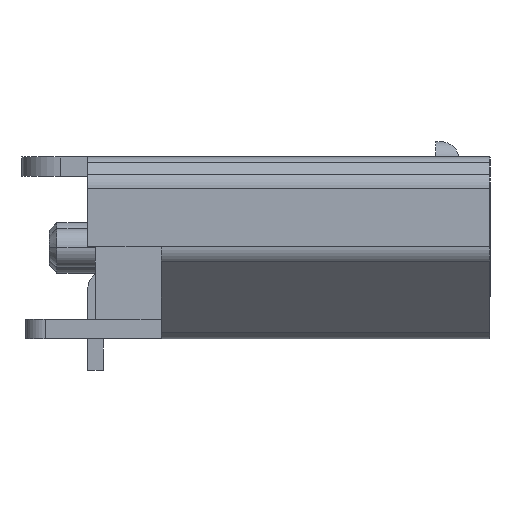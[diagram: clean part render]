
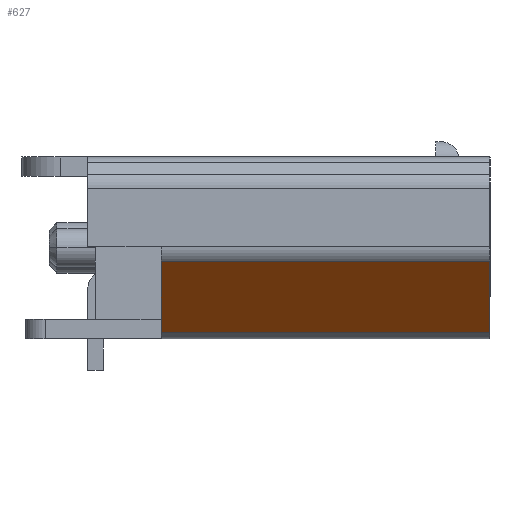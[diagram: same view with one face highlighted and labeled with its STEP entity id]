
A CAD part, left-side view. The second image highlights one B-rep face of the part: STEP entity #627.
In plain terms, the highlighted planar face has unit normal (-0.707, 0, -0.707).
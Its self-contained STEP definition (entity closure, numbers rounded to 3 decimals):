
#627=ADVANCED_FACE('',(#2073),#2074,.T.);
#2073=FACE_OUTER_BOUND('',#3796,.T.);
#2074=PLANE('',#3797);
#3796=EDGE_LOOP('',(#9381,#9382,#9383,#9384,#9385,#9386));
#3797=AXIS2_PLACEMENT_3D('',#9387,#9388,#9389);
#9381=ORIENTED_EDGE('',*,*,#13429,.T.);
#9382=ORIENTED_EDGE('',*,*,#13430,.T.);
#9383=ORIENTED_EDGE('',*,*,#13431,.T.);
#9384=ORIENTED_EDGE('',*,*,#13432,.T.);
#9385=ORIENTED_EDGE('',*,*,#13238,.T.);
#9386=ORIENTED_EDGE('',*,*,#13140,.T.);
#9387=CARTESIAN_POINT('',(-2.62,1.45,-1.15));
#9388=DIRECTION('',(-0.707,0.0,-0.707));
#9389=DIRECTION('',(-0.707,0.0,0.707));
#13140=EDGE_CURVE('',#16554,#16557,#16559,.T.);
#13238=EDGE_CURVE('',#16722,#16554,#16723,.T.);
#13429=EDGE_CURVE('',#16557,#17053,#17054,.T.);
#13430=EDGE_CURVE('',#17053,#17055,#17056,.T.);
#13431=EDGE_CURVE('',#17055,#17057,#17058,.T.);
#13432=EDGE_CURVE('',#17057,#16722,#17059,.T.);
#16554=VERTEX_POINT('',#21990);
#16557=VERTEX_POINT('',#21994);
#16559=LINE('',#21997,#21998);
#16722=VERTEX_POINT('',#22249);
#16723=LINE('',#22250,#22251);
#17053=VERTEX_POINT('',#22749);
#17054=LINE('',#22750,#22751);
#17055=VERTEX_POINT('',#22752);
#17056=LINE('',#22753,#22754);
#17057=VERTEX_POINT('',#22755);
#17058=LINE('',#22756,#22757);
#17059=LINE('',#22758,#22759);
#21990=CARTESIAN_POINT('',(-3.45,0.9,-0.32));
#21994=CARTESIAN_POINT('',(-2.87,0.9,-0.9));
#21997=CARTESIAN_POINT('',(-3.45,0.9,-0.32));
#21998=VECTOR('',#25990,0.82);
#22249=CARTESIAN_POINT('',(-3.624,0.9,-0.146));
#22250=CARTESIAN_POINT('',(-3.624,0.9,-0.146));
#22251=VECTOR('',#26106,0.246);
#22749=CARTESIAN_POINT('',(-2.696,0.9,-1.074));
#22750=CARTESIAN_POINT('',(-2.87,0.9,-0.9));
#22751=VECTOR('',#26341,0.246);
#22752=CARTESIAN_POINT('',(-2.696,-3.35,-1.074));
#22753=CARTESIAN_POINT('',(-2.696,0.9,-1.074));
#22754=VECTOR('',#26342,4.25);
#22755=CARTESIAN_POINT('',(-3.624,-3.35,-0.146));
#22756=CARTESIAN_POINT('',(-2.696,-3.35,-1.074));
#22757=VECTOR('',#26343,1.312);
#22758=CARTESIAN_POINT('',(-3.624,-3.35,-0.146));
#22759=VECTOR('',#26344,4.25);
#25990=DIRECTION('',(0.707,0.0,-0.707));
#26106=DIRECTION('',(0.707,0.0,-0.707));
#26341=DIRECTION('',(0.707,0.0,-0.707));
#26342=DIRECTION('',(0.,-1.0,0.));
#26343=DIRECTION('',(-0.707,0.0,0.707));
#26344=DIRECTION('',(0.,1.0,0.));
